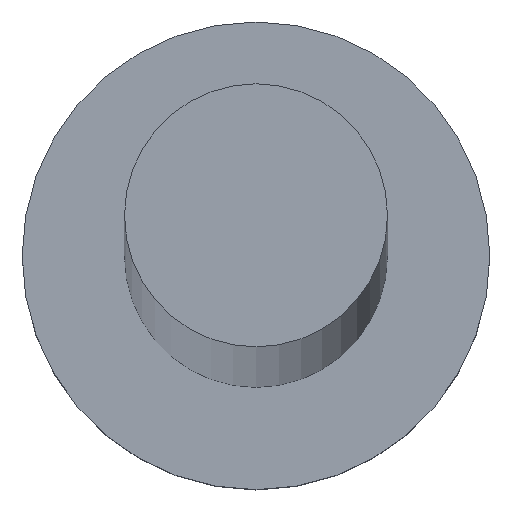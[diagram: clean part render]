
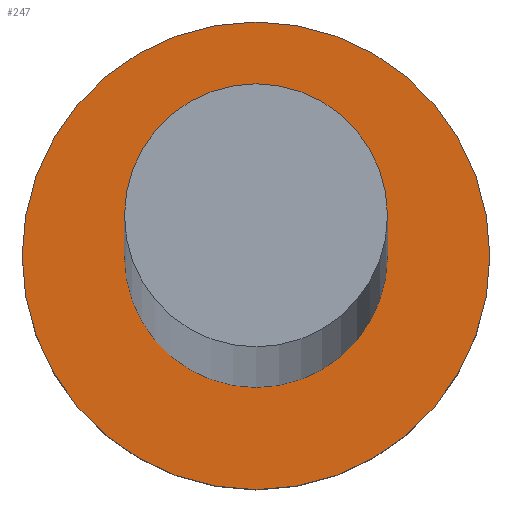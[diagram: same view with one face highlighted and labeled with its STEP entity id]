
A CAD part, top view. The second image highlights one B-rep face of the part: STEP entity #247.
In plain terms, the highlighted planar face has unit normal (0, 0, 1).
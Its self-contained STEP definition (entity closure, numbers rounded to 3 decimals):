
#10 = DIRECTION ( 'NONE',  ( 1., 0., 0. ) ) ;
#12 = CARTESIAN_POINT ( 'NONE',  ( -4., 0., 3. ) ) ;
#13 = CARTESIAN_POINT ( 'NONE',  ( 0., 0., 3. ) ) ;
#14 = AXIS2_PLACEMENT_3D ( 'NONE', #125, #153, #10 ) ;
#16 = DIRECTION ( 'NONE',  ( 0., 0., 1. ) ) ;
#21 = ORIENTED_EDGE ( 'NONE', *, *, #30, .T. ) ;
#30 = EDGE_CURVE ( 'NONE', #60, #116, #83, .T. ) ;
#33 = AXIS2_PLACEMENT_3D ( 'NONE', #13, #124, #210 ) ;
#39 = VERTEX_POINT ( 'NONE', #227 ) ;
#43 = AXIS2_PLACEMENT_3D ( 'NONE', #64, #149, #211 ) ;
#50 = DIRECTION ( 'NONE',  ( 0., 0., 1. ) ) ;
#53 = AXIS2_PLACEMENT_3D ( 'NONE', #145, #50, #191 ) ;
#57 = VERTEX_POINT ( 'NONE', #61 ) ;
#58 = EDGE_LOOP ( 'NONE', ( #138, #70 ) ) ;
#60 = VERTEX_POINT ( 'NONE', #12 ) ;
#61 = CARTESIAN_POINT ( 'NONE',  ( -2.25, 0., 3. ) ) ;
#64 = CARTESIAN_POINT ( 'NONE',  ( 0., 0., 3. ) ) ;
#70 = ORIENTED_EDGE ( 'NONE', *, *, #154, .F. ) ;
#73 = EDGE_LOOP ( 'NONE', ( #21, #143 ) ) ;
#83 = CIRCLE ( 'NONE', #53, 4. ) ;
#85 = FACE_OUTER_BOUND ( 'NONE', #73, .T. ) ;
#113 = CIRCLE ( 'NONE', #43, 4. ) ;
#116 = VERTEX_POINT ( 'NONE', #187 ) ;
#120 = CIRCLE ( 'NONE', #14, 2.25 ) ;
#124 = DIRECTION ( 'NONE',  ( 0., 0., 1. ) ) ;
#125 = CARTESIAN_POINT ( 'NONE',  ( 0., 0., 3. ) ) ;
#130 = CARTESIAN_POINT ( 'NONE',  ( 0., 0., 3. ) ) ;
#135 = AXIS2_PLACEMENT_3D ( 'NONE', #130, #16, #177 ) ;
#138 = ORIENTED_EDGE ( 'NONE', *, *, #148, .F. ) ;
#143 = ORIENTED_EDGE ( 'NONE', *, *, #160, .T. ) ;
#145 = CARTESIAN_POINT ( 'NONE',  ( 0., 0., 3. ) ) ;
#146 = CIRCLE ( 'NONE', #33, 2.25 ) ;
#148 = EDGE_CURVE ( 'NONE', #57, #39, #120, .T. ) ;
#149 = DIRECTION ( 'NONE',  ( 0., 0., 1. ) ) ;
#153 = DIRECTION ( 'NONE',  ( 0., 0., 1. ) ) ;
#154 = EDGE_CURVE ( 'NONE', #39, #57, #146, .T. ) ;
#160 = EDGE_CURVE ( 'NONE', #116, #60, #113, .T. ) ;
#176 = PLANE ( 'NONE',  #135 ) ;
#177 = DIRECTION ( 'NONE',  ( 1., 0., 0. ) ) ;
#187 = CARTESIAN_POINT ( 'NONE',  ( 4., 0., 3. ) ) ;
#191 = DIRECTION ( 'NONE',  ( 1., 0., 0. ) ) ;
#210 = DIRECTION ( 'NONE',  ( 1., 0., 0. ) ) ;
#211 = DIRECTION ( 'NONE',  ( 1., 0., 0. ) ) ;
#227 = CARTESIAN_POINT ( 'NONE',  ( 2.25, 0., 3. ) ) ;
#238 = FACE_BOUND ( 'NONE', #58, .T. ) ;
#247 = ADVANCED_FACE ( 'NONE', ( #238, #85 ), #176, .T. ) ;
